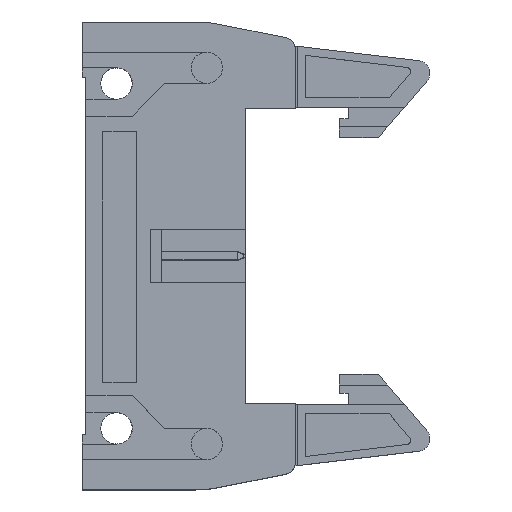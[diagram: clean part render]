
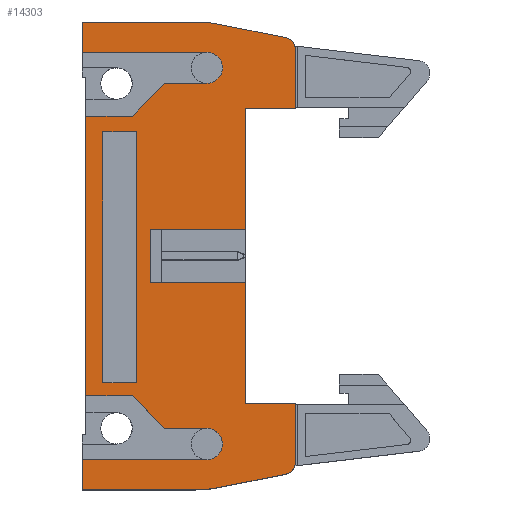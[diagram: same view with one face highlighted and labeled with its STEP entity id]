
A CAD part, top view. The second image highlights one B-rep face of the part: STEP entity #14303.
In plain terms, the highlighted face is planar.
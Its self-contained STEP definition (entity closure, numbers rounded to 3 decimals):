
#787=LINE('',#19467,#2127);
#794=LINE('',#19485,#2134);
#808=LINE('',#19519,#2148);
#814=LINE('',#19530,#2154);
#817=LINE('',#19536,#2157);
#821=LINE('',#19545,#2161);
#829=LINE('',#19561,#2169);
#831=LINE('',#19565,#2171);
#837=LINE('',#19578,#2177);
#844=LINE('',#19592,#2184);
#859=LINE('',#19621,#2199);
#861=LINE('',#19625,#2201);
#863=LINE('',#19629,#2203);
#864=LINE('',#19631,#2204);
#908=LINE('',#19747,#2248);
#911=LINE('',#19753,#2251);
#914=LINE('',#19759,#2254);
#954=LINE('',#19851,#2294);
#958=LINE('',#19860,#2298);
#961=LINE('',#19866,#2301);
#964=LINE('',#19872,#2304);
#1061=LINE('',#20093,#2401);
#1063=LINE('',#20101,#2403);
#1069=LINE('',#20113,#2409);
#1072=LINE('',#20119,#2412);
#1073=LINE('',#20121,#2413);
#1074=LINE('',#20122,#2414);
#1075=LINE('',#20124,#2415);
#2127=VECTOR('',#16568,1000.);
#2134=VECTOR('',#16583,1000.);
#2148=VECTOR('',#16611,1000.);
#2154=VECTOR('',#16619,1000.);
#2157=VECTOR('',#16624,1000.);
#2161=VECTOR('',#16632,1000.);
#2169=VECTOR('',#16644,1000.);
#2171=VECTOR('',#16648,1000.);
#2177=VECTOR('',#16656,1000.);
#2184=VECTOR('',#16665,1000.);
#2199=VECTOR('',#16690,1000.);
#2201=VECTOR('',#16694,1000.);
#2203=VECTOR('',#16698,1000.);
#2204=VECTOR('',#16701,1000.);
#2248=VECTOR('',#16825,1000.);
#2251=VECTOR('',#16830,1000.);
#2254=VECTOR('',#16835,1000.);
#2294=VECTOR('',#16919,1000.);
#2298=VECTOR('',#16925,1000.);
#2301=VECTOR('',#16930,1000.);
#2304=VECTOR('',#16935,1000.);
#2401=VECTOR('',#17150,1000.);
#2403=VECTOR('',#17160,1000.);
#2409=VECTOR('',#17170,1000.);
#2412=VECTOR('',#17175,1000.);
#2413=VECTOR('',#17178,1000.);
#2414=VECTOR('',#17179,1000.);
#2415=VECTOR('',#17180,1000.);
#4700=ORIENTED_EDGE('',*,*,#6631,.T.);
#4701=ORIENTED_EDGE('',*,*,#6635,.T.);
#4702=ORIENTED_EDGE('',*,*,#6638,.T.);
#4703=ORIENTED_EDGE('',*,*,#6641,.T.);
#4704=ORIENTED_EDGE('',*,*,#6574,.F.);
#4705=ORIENTED_EDGE('',*,*,#6579,.F.);
#4706=ORIENTED_EDGE('',*,*,#6766,.F.);
#4707=ORIENTED_EDGE('',*,*,#6493,.F.);
#4708=ORIENTED_EDGE('',*,*,#6530,.F.);
#4709=ORIENTED_EDGE('',*,*,#6487,.F.);
#4710=ORIENTED_EDGE('',*,*,#5799,.F.);
#4711=ORIENTED_EDGE('',*,*,#6464,.F.);
#4712=ORIENTED_EDGE('',*,*,#6470,.F.);
#4713=ORIENTED_EDGE('',*,*,#6477,.F.);
#4714=ORIENTED_EDGE('',*,*,#6519,.F.);
#4715=ORIENTED_EDGE('',*,*,#6517,.F.);
#4716=ORIENTED_EDGE('',*,*,#6515,.F.);
#4717=ORIENTED_EDGE('',*,*,#6473,.F.);
#4718=ORIENTED_EDGE('',*,*,#6447,.F.);
#4719=ORIENTED_EDGE('',*,*,#6438,.F.);
#4720=ORIENTED_EDGE('',*,*,#6461,.F.);
#4721=ORIENTED_EDGE('',*,*,#6485,.F.);
#4722=ORIENTED_EDGE('',*,*,#6528,.F.);
#4723=ORIENTED_EDGE('',*,*,#6500,.F.);
#4724=ORIENTED_EDGE('',*,*,#6752,.F.);
#4725=ORIENTED_EDGE('',*,*,#6520,.F.);
#4726=ORIENTED_EDGE('',*,*,#6753,.F.);
#4727=ORIENTED_EDGE('',*,*,#6756,.F.);
#4728=ORIENTED_EDGE('',*,*,#6762,.F.);
#4729=ORIENTED_EDGE('',*,*,#6765,.F.);
#4730=ORIENTED_EDGE('',*,*,#6767,.F.);
#4731=ORIENTED_EDGE('',*,*,#6768,.F.);
#4732=ORIENTED_EDGE('',*,*,#6585,.F.);
#4733=ORIENTED_EDGE('',*,*,#6582,.F.);
#5799=EDGE_CURVE('',#7210,#7211,#8051,.T.);
#6438=EDGE_CURVE('',#7647,#7648,#787,.T.);
#6447=EDGE_CURVE('',#7648,#7655,#794,.T.);
#6461=EDGE_CURVE('',#7666,#7647,#8099,.T.);
#6464=EDGE_CURVE('',#7667,#7210,#808,.T.);
#6470=EDGE_CURVE('',#7671,#7667,#814,.T.);
#6473=EDGE_CURVE('',#7655,#7673,#817,.T.);
#6477=EDGE_CURVE('',#7676,#7671,#821,.T.);
#6485=EDGE_CURVE('',#7682,#7666,#829,.T.);
#6487=EDGE_CURVE('',#7211,#7684,#831,.T.);
#6493=EDGE_CURVE('',#7689,#7690,#837,.T.);
#6500=EDGE_CURVE('',#7695,#7696,#844,.T.);
#6515=EDGE_CURVE('',#7673,#7705,#859,.T.);
#6517=EDGE_CURVE('',#7705,#7706,#861,.T.);
#6519=EDGE_CURVE('',#7706,#7676,#863,.T.);
#6520=EDGE_CURVE('',#7707,#7708,#864,.T.);
#6528=EDGE_CURVE('',#7696,#7682,#8104,.T.);
#6530=EDGE_CURVE('',#7684,#7689,#8106,.T.);
#6574=EDGE_CURVE('',#7734,#7735,#8112,.T.);
#6579=EDGE_CURVE('',#7739,#7734,#908,.T.);
#6582=EDGE_CURVE('',#7735,#7741,#911,.T.);
#6585=EDGE_CURVE('',#7741,#7743,#914,.T.);
#6631=EDGE_CURVE('',#7773,#7774,#954,.T.);
#6635=EDGE_CURVE('',#7774,#7777,#958,.T.);
#6638=EDGE_CURVE('',#7777,#7779,#961,.T.);
#6641=EDGE_CURVE('',#7779,#7773,#964,.T.);
#6752=EDGE_CURVE('',#7708,#7695,#1061,.T.);
#6753=EDGE_CURVE('',#7846,#7707,#8135,.T.);
#6756=EDGE_CURVE('',#7848,#7846,#1063,.T.);
#6762=EDGE_CURVE('',#7852,#7848,#1069,.T.);
#6765=EDGE_CURVE('',#7853,#7852,#1072,.T.);
#6766=EDGE_CURVE('',#7690,#7739,#1073,.T.);
#6767=EDGE_CURVE('',#7854,#7853,#1074,.T.);
#6768=EDGE_CURVE('',#7743,#7854,#1075,.T.);
#7210=VERTEX_POINT('',#18161);
#7211=VERTEX_POINT('',#18163);
#7647=VERTEX_POINT('',#19466);
#7648=VERTEX_POINT('',#19468);
#7655=VERTEX_POINT('',#19486);
#7666=VERTEX_POINT('',#19513);
#7667=VERTEX_POINT('',#19518);
#7671=VERTEX_POINT('',#19529);
#7673=VERTEX_POINT('',#19534);
#7676=VERTEX_POINT('',#19544);
#7682=VERTEX_POINT('',#19560);
#7684=VERTEX_POINT('',#19566);
#7689=VERTEX_POINT('',#19577);
#7690=VERTEX_POINT('',#19579);
#7695=VERTEX_POINT('',#19591);
#7696=VERTEX_POINT('',#19593);
#7705=VERTEX_POINT('',#19622);
#7706=VERTEX_POINT('',#19626);
#7707=VERTEX_POINT('',#19632);
#7708=VERTEX_POINT('',#19633);
#7734=VERTEX_POINT('',#19737);
#7735=VERTEX_POINT('',#19738);
#7739=VERTEX_POINT('',#19748);
#7741=VERTEX_POINT('',#19754);
#7743=VERTEX_POINT('',#19760);
#7773=VERTEX_POINT('',#19852);
#7774=VERTEX_POINT('',#19853);
#7777=VERTEX_POINT('',#19861);
#7779=VERTEX_POINT('',#19867);
#7846=VERTEX_POINT('',#20096);
#7848=VERTEX_POINT('',#20102);
#7852=VERTEX_POINT('',#20114);
#7853=VERTEX_POINT('',#20118);
#7854=VERTEX_POINT('',#20123);
#8051=CIRCLE('',#14549,1.);
#8099=CIRCLE('',#14831,1.);
#8104=CIRCLE('',#14857,10.);
#8106=CIRCLE('',#14860,10.);
#8112=CIRCLE('',#14886,1.25);
#8135=CIRCLE('',#14977,1.25);
#8580=EDGE_LOOP('',(#4700,#4701,#4702,#4703));
#8581=EDGE_LOOP('',(#4704,#4705,#4706,#4707,#4708,#4709,#4710,#4711,#4712,
#4713,#4714,#4715,#4716,#4717,#4718,#4719,#4720,#4721,#4722,#4723,#4724,
#4725,#4726,#4727,#4728,#4729,#4730,#4731,#4732,#4733));
#9208=FACE_BOUND('',#8580,.T.);
#9209=FACE_BOUND('',#8581,.T.);
#9766=PLANE('',#14983);
#14303=ADVANCED_FACE('',(#9208,#9209),#9766,.F.);
#14549=AXIS2_PLACEMENT_3D('',#18162,#15427,#15428);
#14831=AXIS2_PLACEMENT_3D('',#19514,#16605,#16606);
#14857=AXIS2_PLACEMENT_3D('',#19646,#16719,#16720);
#14860=AXIS2_PLACEMENT_3D('',#19649,#16725,#16726);
#14886=AXIS2_PLACEMENT_3D('',#19736,#16815,#16816);
#14977=AXIS2_PLACEMENT_3D('',#20095,#17153,#17154);
#14983=AXIS2_PLACEMENT_3D('',#20120,#17176,#17177);
#15427=DIRECTION('',(0.,1.,0.));
#15428=DIRECTION('',(0.,0.,1.));
#16568=DIRECTION('',(1.,0.,0.));
#16583=DIRECTION('',(0.,0.,-1.));
#16605=DIRECTION('',(0.,1.,0.));
#16606=DIRECTION('',(0.,0.,1.));
#16611=DIRECTION('',(1.,0.,0.));
#16619=DIRECTION('',(0.,0.,1.));
#16624=DIRECTION('',(1.,0.,0.));
#16632=DIRECTION('',(1.,0.,0.));
#16644=DIRECTION('',(0.196,0.,0.981));
#16648=DIRECTION('',(0.196,0.,-0.981));
#16656=DIRECTION('',(0.,0.,-1.));
#16665=DIRECTION('',(0.,0.,1.));
#16690=DIRECTION('',(0.,0.,-1.));
#16694=DIRECTION('',(1.,0.,0.));
#16698=DIRECTION('',(0.,0.,1.));
#16701=DIRECTION('',(0.,0.,-1.));
#16719=DIRECTION('',(0.,1.,0.));
#16720=DIRECTION('',(0.,0.,1.));
#16725=DIRECTION('',(0.,1.,0.));
#16726=DIRECTION('',(0.,0.,1.));
#16815=DIRECTION('',(0.,-1.,0.));
#16816=DIRECTION('',(1.,0.,0.));
#16825=DIRECTION('',(0.,0.,1.));
#16830=DIRECTION('',(0.,0.,-1.));
#16835=DIRECTION('',(-0.707,0.,-0.707));
#16919=DIRECTION('',(0.,0.,1.));
#16925=DIRECTION('',(1.,0.,0.));
#16930=DIRECTION('',(0.,0.,-1.));
#16935=DIRECTION('',(-1.,0.,0.));
#17150=DIRECTION('',(-1.,0.,0.));
#17153=DIRECTION('',(0.,-1.,0.));
#17154=DIRECTION('',(1.,0.,0.));
#17160=DIRECTION('',(0.,0.,1.));
#17170=DIRECTION('',(-0.707,0.,0.707));
#17175=DIRECTION('',(0.,0.,1.));
#17176=DIRECTION('',(0.,1.,0.));
#17177=DIRECTION('',(0.,0.,1.));
#17178=DIRECTION('',(-1.,0.,0.));
#17179=DIRECTION('',(-1.,0.,0.));
#17180=DIRECTION('',(0.,0.,-1.));
#18161=CARTESIAN_POINT('',(16.42,-4.15,12.));
#18162=CARTESIAN_POINT('',(16.42,-4.15,11.));
#18163=CARTESIAN_POINT('',(17.401,-4.15,11.196));
#19466=CARTESIAN_POINT('',(-16.42,-4.15,12.));
#19467=CARTESIAN_POINT('',(-17.24,-4.15,12.));
#19468=CARTESIAN_POINT('',(-11.74,-4.15,12.));
#19485=CARTESIAN_POINT('',(-11.74,-4.15,12.));
#19486=CARTESIAN_POINT('',(-11.74,-4.15,8.));
#19513=CARTESIAN_POINT('',(-17.401,-4.15,11.196));
#19514=CARTESIAN_POINT('',(-16.42,-4.15,11.));
#19518=CARTESIAN_POINT('',(11.74,-4.15,12.));
#19519=CARTESIAN_POINT('',(11.74,-4.15,12.));
#19529=CARTESIAN_POINT('',(11.74,-4.15,8.));
#19530=CARTESIAN_POINT('',(11.74,-4.15,8.));
#19534=CARTESIAN_POINT('',(-2.125,-4.15,8.));
#19536=CARTESIAN_POINT('',(-11.74,-4.15,8.));
#19544=CARTESIAN_POINT('',(2.125,-4.15,8.));
#19545=CARTESIAN_POINT('',(-11.74,-4.15,8.));
#19560=CARTESIAN_POINT('',(-18.446,-4.15,5.971));
#19561=CARTESIAN_POINT('',(-17.24,-4.15,12.));
#19565=CARTESIAN_POINT('',(17.24,-4.15,12.));
#19566=CARTESIAN_POINT('',(18.446,-4.15,5.971));
#19577=CARTESIAN_POINT('',(18.64,-4.15,4.01));
#19578=CARTESIAN_POINT('',(18.64,-4.15,5.));
#19579=CARTESIAN_POINT('',(18.64,-4.15,-5.));
#19591=CARTESIAN_POINT('',(-18.64,-4.15,-5.));
#19592=CARTESIAN_POINT('',(-18.64,-4.15,-5.));
#19593=CARTESIAN_POINT('',(-18.64,-4.15,4.01));
#19621=CARTESIAN_POINT('',(-2.125,-4.15,8.));
#19622=CARTESIAN_POINT('',(-2.125,-4.15,0.45));
#19625=CARTESIAN_POINT('',(-2.125,-4.15,0.45));
#19626=CARTESIAN_POINT('',(2.125,-4.15,0.45));
#19629=CARTESIAN_POINT('',(2.125,-4.15,0.45));
#19631=CARTESIAN_POINT('',(-16.24,-4.15,4.95));
#19632=CARTESIAN_POINT('',(-16.24,-4.15,4.95));
#19633=CARTESIAN_POINT('',(-16.24,-4.15,-5.));
#19646=CARTESIAN_POINT('',(-8.64,-4.15,4.01));
#19649=CARTESIAN_POINT('',(8.64,-4.15,4.01));
#19736=CARTESIAN_POINT('',(14.99,-4.15,4.95));
#19737=CARTESIAN_POINT('',(16.24,-4.15,4.95));
#19738=CARTESIAN_POINT('',(13.74,-4.15,4.95));
#19747=CARTESIAN_POINT('',(16.24,-4.15,-5.));
#19748=CARTESIAN_POINT('',(16.24,-4.15,-5.));
#19753=CARTESIAN_POINT('',(13.74,-4.15,4.95));
#19754=CARTESIAN_POINT('',(13.74,-4.15,1.6));
#19759=CARTESIAN_POINT('',(13.74,-4.15,1.6));
#19760=CARTESIAN_POINT('',(11.14,-4.15,-1.));
#19851=CARTESIAN_POINT('',(-9.89,-4.15,-3.35));
#19852=CARTESIAN_POINT('',(-9.89,-4.15,-3.35));
#19853=CARTESIAN_POINT('',(-9.89,-4.15,-0.65));
#19860=CARTESIAN_POINT('',(-9.89,-4.15,-0.65));
#19861=CARTESIAN_POINT('',(10.09,-4.15,-0.65));
#19866=CARTESIAN_POINT('',(10.09,-4.15,-0.65));
#19867=CARTESIAN_POINT('',(10.09,-4.15,-3.35));
#19872=CARTESIAN_POINT('',(10.09,-4.15,-3.35));
#20093=CARTESIAN_POINT('',(18.64,-4.15,-5.));
#20095=CARTESIAN_POINT('',(-14.99,-4.15,4.95));
#20096=CARTESIAN_POINT('',(-13.74,-4.15,4.95));
#20101=CARTESIAN_POINT('',(-13.74,-4.15,4.95));
#20102=CARTESIAN_POINT('',(-13.74,-4.15,1.6));
#20113=CARTESIAN_POINT('',(-13.74,-4.15,1.6));
#20114=CARTESIAN_POINT('',(-11.14,-4.15,-1.));
#20118=CARTESIAN_POINT('',(-11.14,-4.15,-4.7));
#20119=CARTESIAN_POINT('',(-11.14,-4.15,-1.));
#20120=CARTESIAN_POINT('',(0.,-4.15,0.));
#20121=CARTESIAN_POINT('',(18.64,-4.15,-5.));
#20122=CARTESIAN_POINT('',(14.24,-4.15,-4.7));
#20123=CARTESIAN_POINT('',(11.14,-4.15,-4.7));
#20124=CARTESIAN_POINT('',(11.14,-4.15,-1.));
